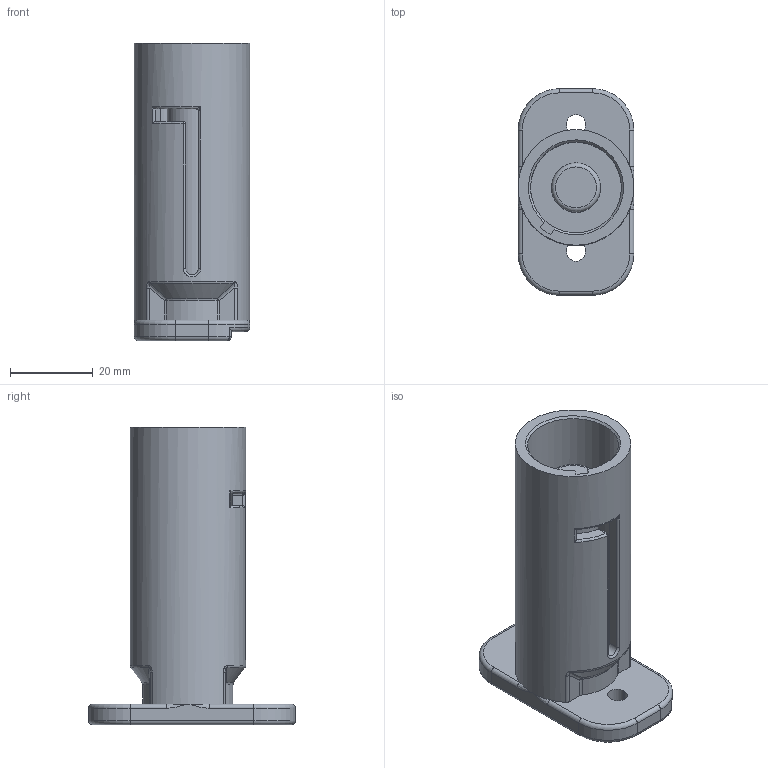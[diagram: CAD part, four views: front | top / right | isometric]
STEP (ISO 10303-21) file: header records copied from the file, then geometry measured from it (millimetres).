
FILE_DESCRIPTION (( 'STEP AP203' ), '1' );
FILE_NAME ('注塑-SK1-耗材料架-RE.E1(DW-B11-524）.STEP', '2024-03-23T06:01:16', ( '' ), ( '' ), 'SwSTEP 2.0', 'SolidWorks 2020', '' );
FILE_SCHEMA (( 'CONFIG_CONTROL_DESIGN' ));
Length unit declared in the file: millimetre
Products named in the file (1): 注塑-SK1-耗材料架-RE.E1(DW-B11-524）
Bounding box: 28 x 50 x 72 mm (x, y, z)
Volume: 25042.6 mm3; surface area: 17216.8 mm2
Topology: 1 solids, 1 shells, 227 faces, 584 edges, 361 vertices
Faces by surface type: plane 73, cylinder 58, bspline 46, cone 25, torus 18, sphere 7
Full cylindrical faces by diameter (mm): 7.9 x1, 11.9 x1, 22 x1, 28 x1
Entity records: 8153 total; most frequent: CARTESIAN_POINT 3111, ORIENTED_EDGE 1134, DIRECTION 904, EDGE_CURVE 567, VERTEX_POINT 359, AXIS2_PLACEMENT_3D 350, EDGE_LOOP 250, FACE_OUTER_BOUND 232
